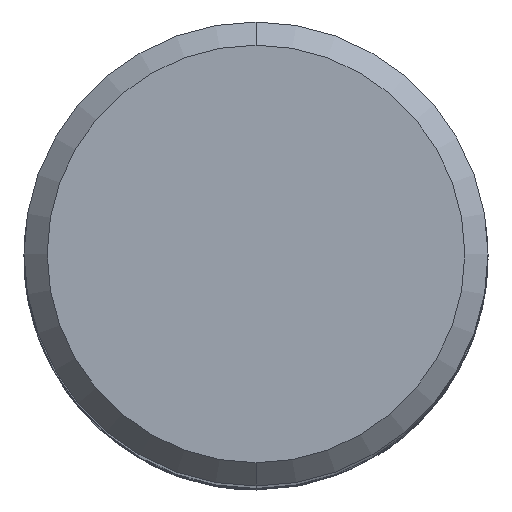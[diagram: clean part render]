
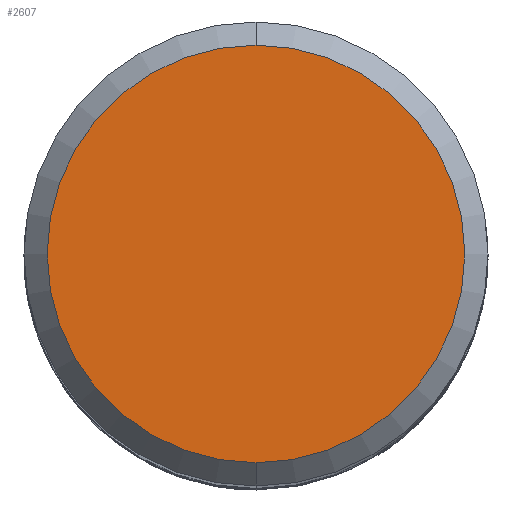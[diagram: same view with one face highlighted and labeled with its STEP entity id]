
A CAD part, top view. The second image highlights one B-rep face of the part: STEP entity #2607.
In plain terms, the highlighted planar face has unit normal (0, 0, 1).
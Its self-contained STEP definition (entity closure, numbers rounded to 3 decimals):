
#1109=EDGE_CURVE('',#1833,#1535,#3168,.T.);
#1535=VERTEX_POINT('',#3627);
#1833=VERTEX_POINT('',#3946);
#2393=EDGE_CURVE('',#1535,#1833,#4554,.T.);
#2607=ADVANCED_FACE('',(#4790),#4791,.T.);
#3168=CIRCLE('',#5916,9.0);
#3627=CARTESIAN_POINT('',(0.0,9.0,0.0));
#3946=CARTESIAN_POINT('',(0.,-9.0,0.0));
#4554=CIRCLE('',#18763,9.0);
#4790=FACE_OUTER_BOUND('',#21220,.T.);
#4791=PLANE('',#21221);
#5916=AXIS2_PLACEMENT_3D('',#26878,#26879,#26880);
#18763=AXIS2_PLACEMENT_3D('',#28258,#28259,#28260);
#21220=EDGE_LOOP('',(#28544,#28545));
#21221=AXIS2_PLACEMENT_3D('',#28546,#28547,#28548);
#26878=CARTESIAN_POINT('',(0.0,0.0,0.0));
#26879=DIRECTION('',(0.0,0.0,-1.0));
#26880=DIRECTION('',(0.0,1.0,0.0));
#28258=CARTESIAN_POINT('',(0.0,0.0,0.0));
#28259=DIRECTION('',(0.0,0.0,-1.0));
#28260=DIRECTION('',(0.0,1.0,0.0));
#28544=ORIENTED_EDGE('',*,*,#2393,.F.);
#28545=ORIENTED_EDGE('',*,*,#1109,.F.);
#28546=CARTESIAN_POINT('',(0.0,4.5,0.0));
#28547=DIRECTION('',(-0.0,0.0,1.0));
#28548=DIRECTION('',(0.0,-1.0,0.0));
